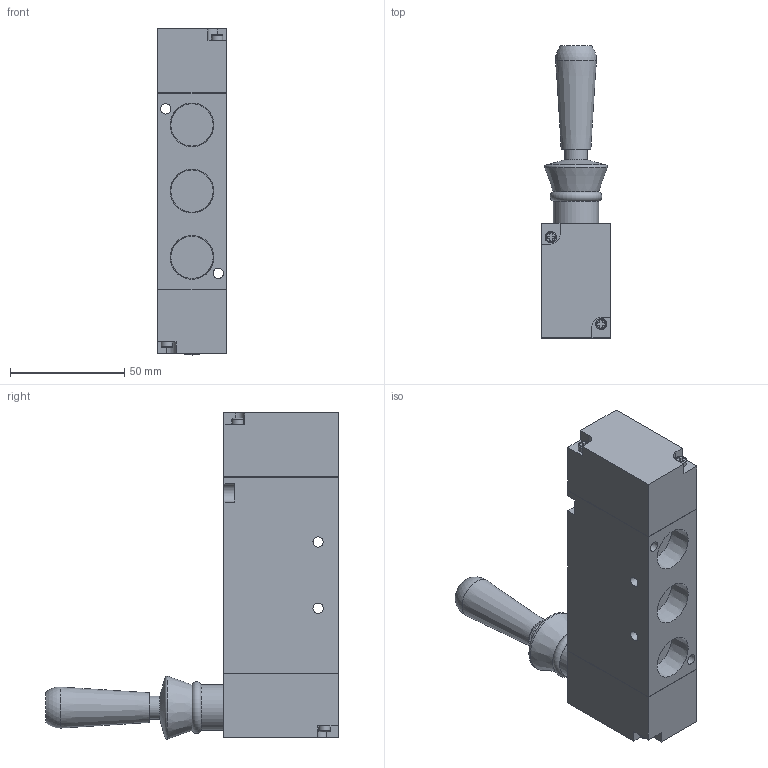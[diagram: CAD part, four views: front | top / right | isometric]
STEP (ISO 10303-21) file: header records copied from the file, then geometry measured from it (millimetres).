
FILE_DESCRIPTION( ( 'STEP AP203' ), '1' );
FILE_NAME( 'MVHB-500V-4TVP-SP.stp', '2020-04-28T07:22:59', ( 'License CC BY-ND 4.0' ), ( 'CADENAS' ), ' ', 'PARTsolutions', ' ' );
FILE_SCHEMA( ( 'CONFIG_CONTROL_DESIGN' ) );
Length unit declared in the file: millimetre
Products named in the file (1): _MVHB-500V-4TVP-SP
Bounding box: 30 x 128 x 142.77 mm (x, y, z)
Volume: 214420 mm3; surface area: 36057.6 mm2
Topology: 1 solids, 1 shells, 142 faces, 353 edges, 233 vertices
Faces by surface type: plane 109, cylinder 17, cone 9, torus 6, sphere 1
Full cylindrical faces by diameter (mm): 4.2 x1, 4.5 x4, 5 x4, 10 x1, 20 x1
Entity records: 4119 total; most frequent: CARTESIAN_POINT 751, DIRECTION 661, ORIENTED_EDGE 642, EDGE_CURVE 321, LINE 265, VECTOR 265, VERTEX_POINT 230, AXIS2_PLACEMENT_3D 198
